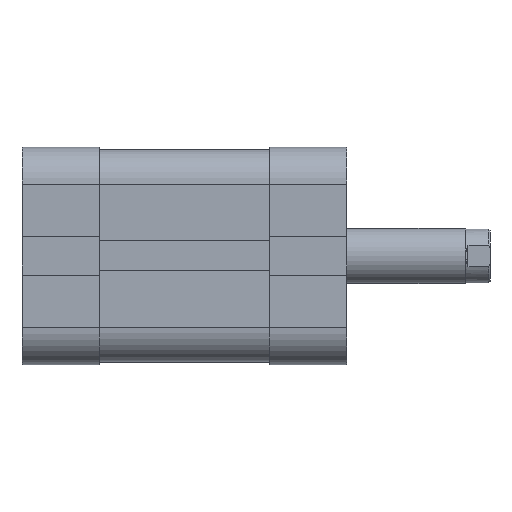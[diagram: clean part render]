
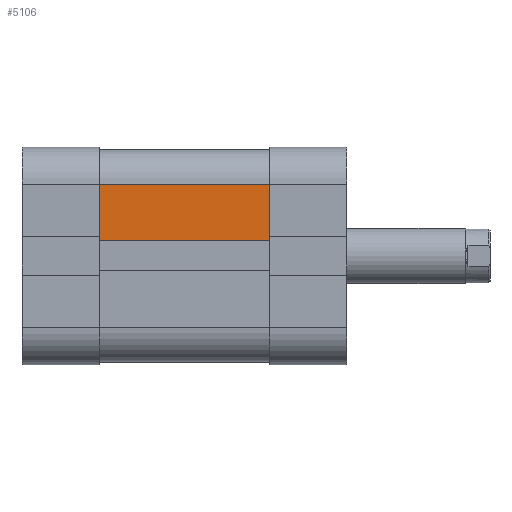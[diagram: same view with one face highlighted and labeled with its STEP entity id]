
A CAD part, top view. The second image highlights one B-rep face of the part: STEP entity #5106.
In plain terms, the highlighted face is planar.
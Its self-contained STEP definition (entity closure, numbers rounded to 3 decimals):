
#67 = VERTEX_POINT ( 'NONE', #464 ) ;
#95 = VERTEX_POINT ( 'NONE', #492 ) ;
#152 = VERTEX_POINT ( 'NONE', #549 ) ;
#157 = VERTEX_POINT ( 'NONE', #554 ) ;
#464 = CARTESIAN_POINT ( 'NONE',  ( 16.55, 0., 0. ) ) ;
#492 = CARTESIAN_POINT ( 'NONE',  ( 16.55, 0., -31. ) ) ;
#549 = CARTESIAN_POINT ( 'NONE',  ( 6.25, 0., -31. ) ) ;
#554 = CARTESIAN_POINT ( 'NONE',  ( 6.25, 0., 0. ) ) ;
#1063 = CARTESIAN_POINT ( 'NONE',  ( 6.25, 0., -31. ) ) ;
#1068 = DIRECTION ( 'NONE',  ( 0., 0., 1. ) ) ;
#1069 = CARTESIAN_POINT ( 'NONE',  ( 6.25, 0., 0. ) ) ;
#1071 = CARTESIAN_POINT ( 'NONE',  ( 16.55, 0., -31. ) ) ;
#1072 = DIRECTION ( 'NONE',  ( 1., 0., 0. ) ) ;
#1073 = CARTESIAN_POINT ( 'NONE',  ( 6.25, 0., -31. ) ) ;
#1075 = DIRECTION ( 'NONE',  ( 0., 0., 1. ) ) ;
#1077 = DIRECTION ( 'NONE',  ( 1., 0., 0. ) ) ;
#2281 = FACE_OUTER_BOUND ( 'NONE', #5907, .T. ) ;
#3801 = EDGE_CURVE ( 'NONE', #152, #157, #7441, .T. ) ;
#3803 = EDGE_CURVE ( 'NONE', #157, #67, #7435, .T. ) ;
#3804 = EDGE_CURVE ( 'NONE', #95, #67, #7424, .T. ) ;
#3805 = EDGE_CURVE ( 'NONE', #152, #95, #7418, .T. ) ;
#4423 = PLANE ( 'NONE',  #5640 ) ;
#4426 = CARTESIAN_POINT ( 'NONE',  ( 6.25, 0., -31. ) ) ;
#4432 = DIRECTION ( 'NONE',  ( 0., -1., 0. ) ) ;
#4433 = DIRECTION ( 'NONE',  ( 0., 0., -1. ) ) ;
#5106 = ADVANCED_FACE ( 'NONE', ( #2281 ), #4423, .T. ) ;
#5640 = AXIS2_PLACEMENT_3D ( 'NONE', #4426, #4432, #4433 ) ;
#5907 = EDGE_LOOP ( 'NONE', ( #6937, #6936, #6935, #6934 ) ) ;
#6934 = ORIENTED_EDGE ( 'NONE', *, *, #3805, .T. ) ;
#6935 = ORIENTED_EDGE ( 'NONE', *, *, #3801, .F. ) ;
#6936 = ORIENTED_EDGE ( 'NONE', *, *, #3803, .F. ) ;
#6937 = ORIENTED_EDGE ( 'NONE', *, *, #3804, .T. ) ;
#7416 = VECTOR ( 'NONE', #1075, 1000. ) ;
#7418 = LINE ( 'NONE', #1073, #7439 ) ;
#7424 = LINE ( 'NONE', #1071, #7416 ) ;
#7430 = VECTOR ( 'NONE', #1072, 1000. ) ;
#7433 = VECTOR ( 'NONE', #1068, 1000. ) ;
#7435 = LINE ( 'NONE', #1069, #7430 ) ;
#7439 = VECTOR ( 'NONE', #1077, 1000. ) ;
#7441 = LINE ( 'NONE', #1063, #7433 ) ;
